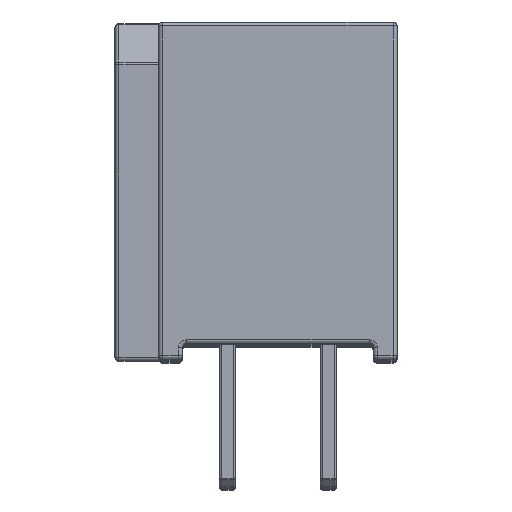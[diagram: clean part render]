
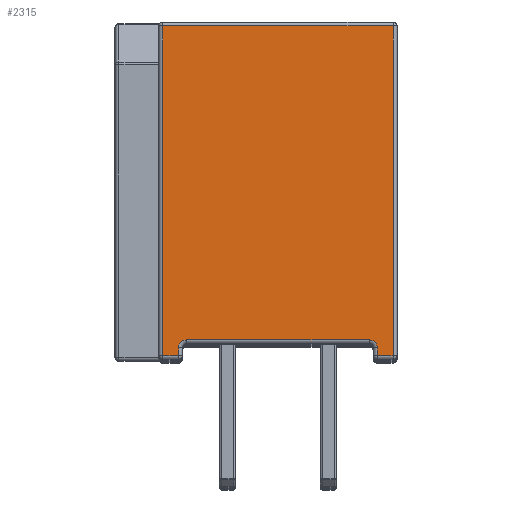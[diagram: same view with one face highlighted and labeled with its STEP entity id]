
A CAD part, top view. The second image highlights one B-rep face of the part: STEP entity #2315.
In plain terms, the highlighted face is planar.
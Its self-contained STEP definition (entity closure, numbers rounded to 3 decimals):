
#115 = CARTESIAN_POINT ( 'NONE',  ( 0., -3.95, -2.3 ) ) ;
#214 = CARTESIAN_POINT ( 'NONE',  ( 0., 3.95, 0. ) ) ;
#248 = PLANE ( 'NONE',  #5192 ) ;
#266 = LINE ( 'NONE', #1502, #5798 ) ;
#345 = LINE ( 'NONE', #1397, #2779 ) ;
#613 = VERTEX_POINT ( 'NONE', #4334 ) ;
#628 = ORIENTED_EDGE ( 'NONE', *, *, #1903, .T. ) ;
#699 = EDGE_CURVE ( 'NONE', #2353, #613, #266, .T. ) ;
#716 = ORIENTED_EDGE ( 'NONE', *, *, #1129, .T. ) ;
#796 = ORIENTED_EDGE ( 'NONE', *, *, #6634, .T. ) ;
#897 = LINE ( 'NONE', #3336, #4840 ) ;
#958 = CARTESIAN_POINT ( 'NONE',  ( 0., -4.35, -2.5 ) ) ;
#1016 = CARTESIAN_POINT ( 'NONE',  ( 0., -4.45, -2.5 ) ) ;
#1129 = EDGE_CURVE ( 'NONE', #4626, #4534, #897, .T. ) ;
#1185 = CARTESIAN_POINT ( 'NONE',  ( 0., -3.95, 2.3 ) ) ;
#1190 = DIRECTION ( 'NONE',  ( 1., 0., 0. ) ) ;
#1247 = CARTESIAN_POINT ( 'NONE',  ( 0., 0., -2.9 ) ) ;
#1258 = DIRECTION ( 'NONE',  ( 0., 0., -1. ) ) ;
#1337 = VERTEX_POINT ( 'NONE', #1185 ) ;
#1364 = ORIENTED_EDGE ( 'NONE', *, *, #3366, .F. ) ;
#1397 = CARTESIAN_POINT ( 'NONE',  ( 0., -3.95, 0. ) ) ;
#1436 = CARTESIAN_POINT ( 'NONE',  ( 0., 3.95, 2.9 ) ) ;
#1501 = VERTEX_POINT ( 'NONE', #3484 ) ;
#1502 = CARTESIAN_POINT ( 'NONE',  ( 0., 0., 2.9 ) ) ;
#1516 = CARTESIAN_POINT ( 'NONE',  ( 0., -4.15, -2.3 ) ) ;
#1591 = DIRECTION ( 'NONE',  ( 0., 0., -1. ) ) ;
#1618 = VECTOR ( 'NONE', #6136, 1000. ) ;
#1902 = DIRECTION ( 'NONE',  ( 0., 0., -1. ) ) ;
#1903 = EDGE_CURVE ( 'NONE', #613, #4626, #6229, .T. ) ;
#1947 = LINE ( 'NONE', #1247, #1618 ) ;
#2052 = DIRECTION ( 'NONE',  ( 1., 0., 0. ) ) ;
#2066 = CARTESIAN_POINT ( 'NONE',  ( 0., -4.35, -3. ) ) ;
#2188 = LINE ( 'NONE', #1016, #4903 ) ;
#2277 = EDGE_CURVE ( 'NONE', #1337, #4534, #6682, .T. ) ;
#2312 = CARTESIAN_POINT ( 'NONE',  ( 0., -4.35, 2.5 ) ) ;
#2315 = ADVANCED_FACE ( 'NONE', ( #3855 ), #248, .T. ) ;
#2353 = VERTEX_POINT ( 'NONE', #1436 ) ;
#2475 = CARTESIAN_POINT ( 'NONE',  ( 0., 3.95, -2.9 ) ) ;
#2524 = DIRECTION ( 'NONE',  ( 0., 0., -1. ) ) ;
#2581 = DIRECTION ( 'NONE',  ( 1., 0., 0. ) ) ;
#2699 = CIRCLE ( 'NONE', #4184, 0.2 ) ;
#2779 = VECTOR ( 'NONE', #1902, 1000. ) ;
#2811 = VERTEX_POINT ( 'NONE', #2475 ) ;
#2941 = ORIENTED_EDGE ( 'NONE', *, *, #6014, .T. ) ;
#2963 = VERTEX_POINT ( 'NONE', #115 ) ;
#3076 = CARTESIAN_POINT ( 'NONE',  ( 0., -4.15, 2.3 ) ) ;
#3088 = DIRECTION ( 'NONE',  ( 0., 0., -1. ) ) ;
#3336 = CARTESIAN_POINT ( 'NONE',  ( 0., -4.05, 2.5 ) ) ;
#3366 = EDGE_CURVE ( 'NONE', #5147, #2963, #2699, .T. ) ;
#3484 = CARTESIAN_POINT ( 'NONE',  ( 0., -4.35, -2.9 ) ) ;
#3596 = DIRECTION ( 'NONE',  ( 0., 0., -1. ) ) ;
#3602 = EDGE_CURVE ( 'NONE', #1337, #2963, #345, .T. ) ;
#3616 = DIRECTION ( 'NONE',  ( 0., -1., 0. ) ) ;
#3642 = LINE ( 'NONE', #2066, #6486 ) ;
#3667 = AXIS2_PLACEMENT_3D ( 'NONE', #3076, #2581, #1258 ) ;
#3767 = CARTESIAN_POINT ( 'NONE',  ( 0., -4.35, 0. ) ) ;
#3855 = FACE_OUTER_BOUND ( 'NONE', #4316, .T. ) ;
#3867 = DIRECTION ( 'NONE',  ( 0., 0., 1. ) ) ;
#4184 = AXIS2_PLACEMENT_3D ( 'NONE', #1516, #2052, #2524 ) ;
#4316 = EDGE_LOOP ( 'NONE', ( #628, #716, #6172, #6377, #1364, #2941, #796, #6387, #6633, #4974 ) ) ;
#4334 = CARTESIAN_POINT ( 'NONE',  ( 0., -4.35, 2.9 ) ) ;
#4534 = VERTEX_POINT ( 'NONE', #6630 ) ;
#4626 = VERTEX_POINT ( 'NONE', #2312 ) ;
#4634 = LINE ( 'NONE', #214, #6137 ) ;
#4840 = VECTOR ( 'NONE', #6747, 1000. ) ;
#4903 = VECTOR ( 'NONE', #3616, 1000. ) ;
#4974 = ORIENTED_EDGE ( 'NONE', *, *, #699, .T. ) ;
#5147 = VERTEX_POINT ( 'NONE', #6525 ) ;
#5192 = AXIS2_PLACEMENT_3D ( 'NONE', #5399, #1190, #3596 ) ;
#5362 = EDGE_CURVE ( 'NONE', #2811, #2353, #4634, .T. ) ;
#5384 = EDGE_CURVE ( 'NONE', #1501, #2811, #1947, .T. ) ;
#5399 = CARTESIAN_POINT ( 'NONE',  ( 0., 0., 0. ) ) ;
#5798 = VECTOR ( 'NONE', #5820, 1000. ) ;
#5820 = DIRECTION ( 'NONE',  ( 0., -1., 0. ) ) ;
#6014 = EDGE_CURVE ( 'NONE', #5147, #6573, #2188, .T. ) ;
#6048 = VECTOR ( 'NONE', #1591, 1000. ) ;
#6136 = DIRECTION ( 'NONE',  ( 0., 1., 0. ) ) ;
#6137 = VECTOR ( 'NONE', #3867, 1000. ) ;
#6172 = ORIENTED_EDGE ( 'NONE', *, *, #2277, .F. ) ;
#6229 = LINE ( 'NONE', #3767, #6048 ) ;
#6377 = ORIENTED_EDGE ( 'NONE', *, *, #3602, .T. ) ;
#6387 = ORIENTED_EDGE ( 'NONE', *, *, #5384, .T. ) ;
#6486 = VECTOR ( 'NONE', #3088, 1000. ) ;
#6525 = CARTESIAN_POINT ( 'NONE',  ( 0., -4.15, -2.5 ) ) ;
#6573 = VERTEX_POINT ( 'NONE', #958 ) ;
#6630 = CARTESIAN_POINT ( 'NONE',  ( 0., -4.15, 2.5 ) ) ;
#6633 = ORIENTED_EDGE ( 'NONE', *, *, #5362, .T. ) ;
#6634 = EDGE_CURVE ( 'NONE', #6573, #1501, #3642, .T. ) ;
#6682 = CIRCLE ( 'NONE', #3667, 0.2 ) ;
#6747 = DIRECTION ( 'NONE',  ( 0., 1., 0. ) ) ;
